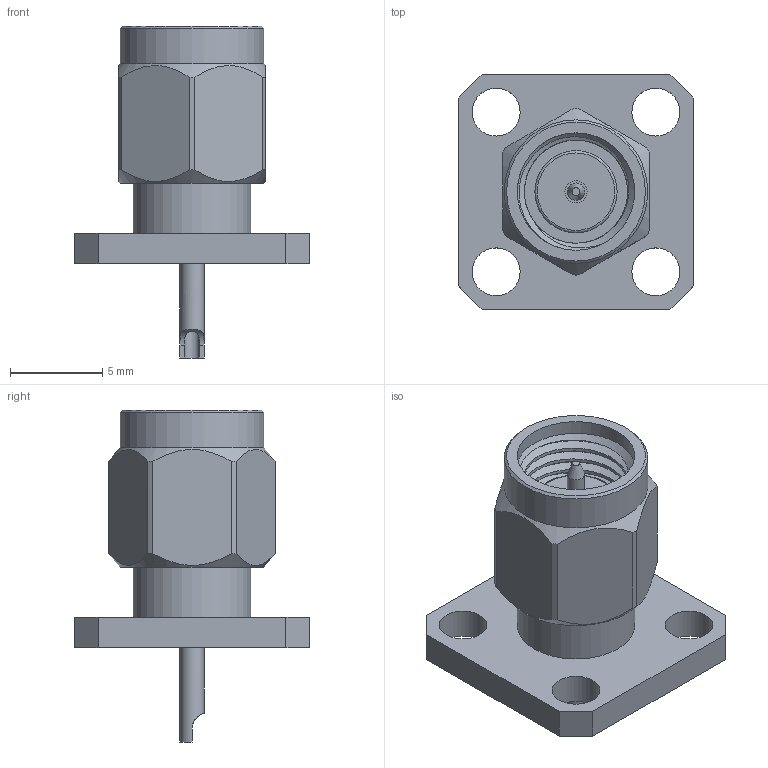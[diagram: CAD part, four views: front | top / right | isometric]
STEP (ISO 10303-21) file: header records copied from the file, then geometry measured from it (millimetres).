
FILE_DESCRIPTION (( 'STEP AP214' ), '1' );
FILE_NAME ('FMCN4401_3D.STEP', '2023-01-05T19:24:26', ( '' ), ( '' ), 'SwSTEP 2.0', 'SolidWorks 2022', '' );
FILE_SCHEMA (( 'AUTOMOTIVE_DESIGN' ));
Length unit declared in the file: inch
Products named in the file (1): FMCN4401_3D
Bounding box: 12.7 x 12.7 x 17.95 mm (x, y, z)
Volume: 649.7 mm3; surface area: 982.5 mm2
Topology: 1 solids, 1 shells, 65 faces, 175 edges, 121 vertices
Faces by surface type: plane 28, cylinder 27, cone 6, bspline 3, torus 1
Full cylindrical faces by diameter (mm): 0.792 x1, 0.94 x1, 1.194 x1, 1.3 x1, 2.591 x4, 3.84 x1, 4.445 x1, 6.35 x7, 6.604 x1, 7.762 x1
Entity records: 3094 total; most frequent: CARTESIAN_POINT 1690, ORIENTED_EDGE 280, DIRECTION 250, EDGE_CURVE 140, VERTEX_POINT 112, AXIS2_PLACEMENT_3D 103, EDGE_LOOP 96, FACE_OUTER_BOUND 74
